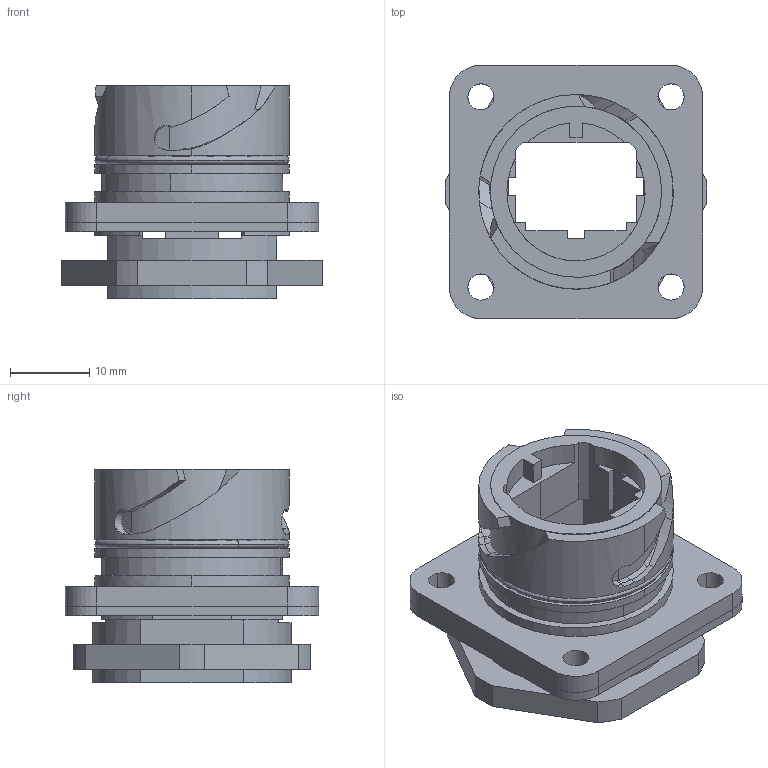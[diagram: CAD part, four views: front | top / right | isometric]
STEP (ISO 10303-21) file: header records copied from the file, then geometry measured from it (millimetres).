
FILE_DESCRIPTION(('CATIA V5 STEP Exchange','CAx-IF Rec.Pracs.--- Model Styling and Organization---1.4--- 2014-01-23'),'2;1');
FILE_NAME ('009152-3_0', '2020-08-17T05:15:29+00:00', ('none'), ('Weidmueller'), 'CATIA Version 5-6 Release 2016 SP3 HF44', 'CATIA V5 STEP AP214', 'none');
FILE_SCHEMA(('AUTOMOTIVE_DESIGN { 1 0 10303 214 1 1 1 1 }'));
Length unit declared in the file: millimetre
Products named in the file (1): 1221030000
Bounding box: 32.98 x 32 x 27 mm (x, y, z)
Volume: 8017.1 mm3; surface area: 8573.3 mm2
Topology: 4 solids, 4 shells, 263 faces, 755 edges, 496 vertices
Faces by surface type: plane 121, cylinder 105, bspline 21, torus 8, cone 8
Entity records: 8783 total; most frequent: CARTESIAN_POINT 2334, ORIENTED_EDGE 1510, DIRECTION 1011, EDGE_CURVE 755, VERTEX_POINT 496, VECTOR 417, LINE 417, AXIS2_PLACEMENT_3D 401
